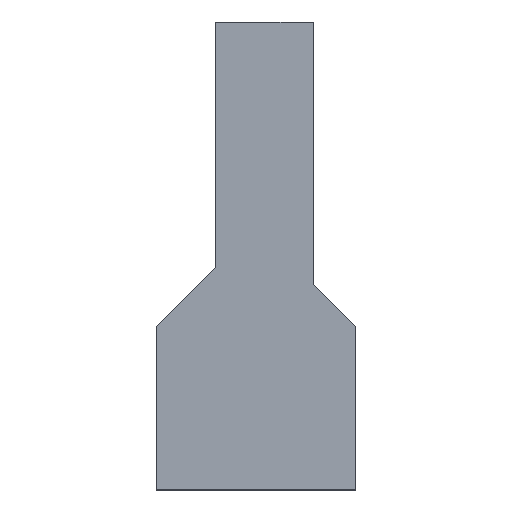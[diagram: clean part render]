
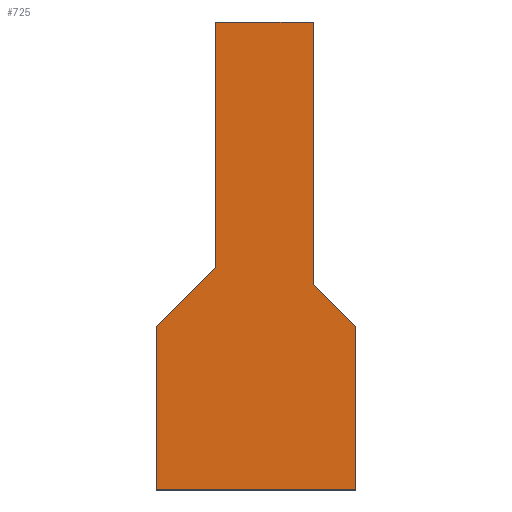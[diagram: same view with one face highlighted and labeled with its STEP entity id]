
A CAD part, front view. The second image highlights one B-rep face of the part: STEP entity #725.
In plain terms, the highlighted planar face has unit normal (0, -1, 0).
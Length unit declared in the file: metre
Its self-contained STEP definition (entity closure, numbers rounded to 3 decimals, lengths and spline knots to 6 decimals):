
#28=LINE('',#1029,#120);
#48=LINE('',#1076,#140);
#60=LINE('',#1098,#152);
#70=LINE('',#1120,#162);
#71=LINE('',#1122,#163);
#72=LINE('',#1124,#164);
#73=LINE('',#1126,#165);
#74=LINE('',#1128,#166);
#120=VECTOR('',#833,1.);
#140=VECTOR('',#869,1.);
#152=VECTOR('',#885,1.);
#162=VECTOR('',#911,1.);
#163=VECTOR('',#912,1.);
#164=VECTOR('',#913,1.);
#165=VECTOR('',#914,1.);
#166=VECTOR('',#915,1.);
#296=ORIENTED_EDGE('',*,*,#416,.T.);
#297=ORIENTED_EDGE('',*,*,#462,.T.);
#298=ORIENTED_EDGE('',*,*,#463,.F.);
#299=ORIENTED_EDGE('',*,*,#464,.T.);
#300=ORIENTED_EDGE('',*,*,#465,.T.);
#301=ORIENTED_EDGE('',*,*,#466,.T.);
#302=ORIENTED_EDGE('',*,*,#440,.F.);
#303=ORIENTED_EDGE('',*,*,#452,.T.);
#416=EDGE_CURVE('',#517,#516,#28,.T.);
#440=EDGE_CURVE('',#536,#537,#48,.T.);
#452=EDGE_CURVE('',#536,#517,#60,.T.);
#462=EDGE_CURVE('',#516,#548,#70,.T.);
#463=EDGE_CURVE('',#549,#548,#71,.T.);
#464=EDGE_CURVE('',#549,#550,#72,.T.);
#465=EDGE_CURVE('',#550,#551,#73,.T.);
#466=EDGE_CURVE('',#551,#537,#74,.T.);
#516=VERTEX_POINT('',#1028);
#517=VERTEX_POINT('',#1030);
#536=VERTEX_POINT('',#1077);
#537=VERTEX_POINT('',#1078);
#548=VERTEX_POINT('',#1121);
#549=VERTEX_POINT('',#1123);
#550=VERTEX_POINT('',#1125);
#551=VERTEX_POINT('',#1127);
#601=EDGE_LOOP('',(#296,#297,#298,#299,#300,#301,#302,#303));
#651=FACE_BOUND('',#601,.T.);
#689=PLANE('',#784);
#725=ADVANCED_FACE('',(#651),#689,.F.);
#784=AXIS2_PLACEMENT_3D('',#1119,#909,#910);
#833=DIRECTION('',(0.,0.,-1.));
#869=DIRECTION('',(0.,0.,-1.));
#885=DIRECTION('',(-1.,0.,0.));
#909=DIRECTION('',(0.,1.,0.));
#910=DIRECTION('',(0.,0.,1.));
#911=DIRECTION('',(-0.707,0.,-0.707));
#912=DIRECTION('',(0.,0.,1.));
#913=DIRECTION('',(1.,0.,0.));
#914=DIRECTION('',(0.,0.,1.));
#915=DIRECTION('',(-0.707,0.,0.707));
#1028=CARTESIAN_POINT('',(-0.007028,-0.028772,0.015068));
#1029=CARTESIAN_POINT('',(-0.007028,-0.028772,0.019646));
#1030=CARTESIAN_POINT('',(-0.007028,-0.028772,0.027396));
#1076=CARTESIAN_POINT('',(-0.002128,-0.028772,0.019646));
#1077=CARTESIAN_POINT('',(-0.002128,-0.028772,0.027396));
#1078=CARTESIAN_POINT('',(-0.002128,-0.028772,0.014224));
#1098=CARTESIAN_POINT('',(-0.004578,-0.028772,0.027396));
#1119=CARTESIAN_POINT('',(-0.004578,-0.028772,0.019646));
#1120=CARTESIAN_POINT('',(-0.01,-0.028772,0.012096));
#1121=CARTESIAN_POINT('',(-0.01,-0.028772,0.012096));
#1122=CARTESIAN_POINT('',(-0.01,-0.028772,0.009994));
#1123=CARTESIAN_POINT('',(-0.01,-0.028772,0.003893));
#1124=CARTESIAN_POINT('',(-0.010002,-0.028772,0.003893));
#1125=CARTESIAN_POINT('',(0.,-0.028772,0.003893));
#1126=CARTESIAN_POINT('',(0.,-0.028772,0.009894));
#1127=CARTESIAN_POINT('',(0.,-0.028772,0.012096));
#1128=CARTESIAN_POINT('',(-0.004,-0.028772,0.016096));
